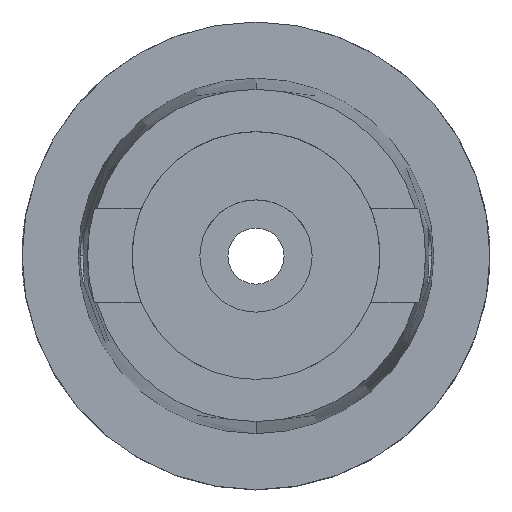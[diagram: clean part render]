
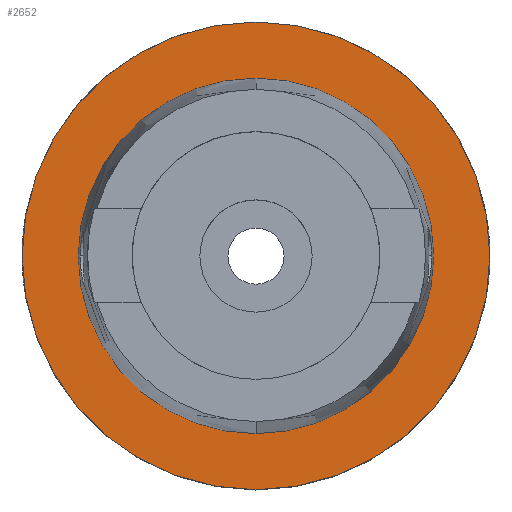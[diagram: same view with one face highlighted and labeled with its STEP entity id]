
A CAD part, top view. The second image highlights one B-rep face of the part: STEP entity #2652.
In plain terms, the highlighted planar face has unit normal (0, 0, 1).
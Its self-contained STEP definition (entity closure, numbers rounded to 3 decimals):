
#344=CARTESIAN_POINT('',(0.,0.,0.));
#345=DIRECTION('',(0.,0.,-1.));
#346=DIRECTION('',(0.,-1.,0.));
#347=AXIS2_PLACEMENT_3D('',#344,#345,#346);
#352=CARTESIAN_POINT('',(0.,0.,0.));
#353=DIRECTION('',(0.,0.,-1.));
#354=DIRECTION('',(0.,1.,0.));
#355=AXIS2_PLACEMENT_3D('',#352,#353,#354);
#360=CARTESIAN_POINT('',(0.,0.,0.));
#361=DIRECTION('',(0.,0.,1.));
#362=DIRECTION('',(0.,-1.,0.));
#363=AXIS2_PLACEMENT_3D('',#360,#361,#362);
#368=CARTESIAN_POINT('',(0.,0.,0.));
#369=DIRECTION('',(0.,0.,1.));
#370=DIRECTION('',(0.,1.,0.));
#371=AXIS2_PLACEMENT_3D('',#368,#369,#370);
#2160=CARTESIAN_POINT('',(0.,38.,0.));
#2161=VERTEX_POINT('',#2160);
#2162=CARTESIAN_POINT('',(0.,-38.,0.));
#2163=VERTEX_POINT('',#2162);
#2170=CARTESIAN_POINT('',(0.,-50.,0.));
#2171=CARTESIAN_POINT('',(0.,50.,0.));
#2172=VERTEX_POINT('',#2170);
#2173=VERTEX_POINT('',#2171);
#2637=CARTESIAN_POINT('',(0.,0.,0.));
#2638=DIRECTION('',(0.,0.,1.));
#2639=DIRECTION('',(0.,1.,0.));
#2640=AXIS2_PLACEMENT_3D('',#2637,#2638,#2639);
#2641=PLANE('',#2640);
#2643=ORIENTED_EDGE('',*,*,#2642,.T.);
#2645=ORIENTED_EDGE('',*,*,#2644,.T.);
#2646=EDGE_LOOP('',(#2643,#2645));
#2647=FACE_OUTER_BOUND('',#2646,.F.);
#2648=ORIENTED_EDGE('',*,*,#2543,.T.);
#2649=ORIENTED_EDGE('',*,*,#2612,.T.);
#2650=EDGE_LOOP('',(#2648,#2649));
#2651=FACE_BOUND('',#2650,.F.);
#348=CIRCLE('',#347,50.);
#356=CIRCLE('',#355,50.);
#364=CIRCLE('',#363,38.);
#372=CIRCLE('',#371,38.);
#2543=EDGE_CURVE('',#2163,#2161,#364,.T.);
#2612=EDGE_CURVE('',#2161,#2163,#372,.T.);
#2642=EDGE_CURVE('',#2172,#2173,#348,.T.);
#2644=EDGE_CURVE('',#2173,#2172,#356,.T.);
#2652=ADVANCED_FACE('',(#2647,#2651),#2641,.T.);
